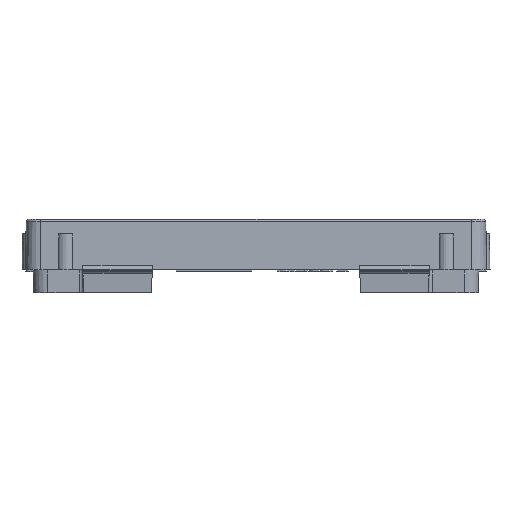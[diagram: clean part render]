
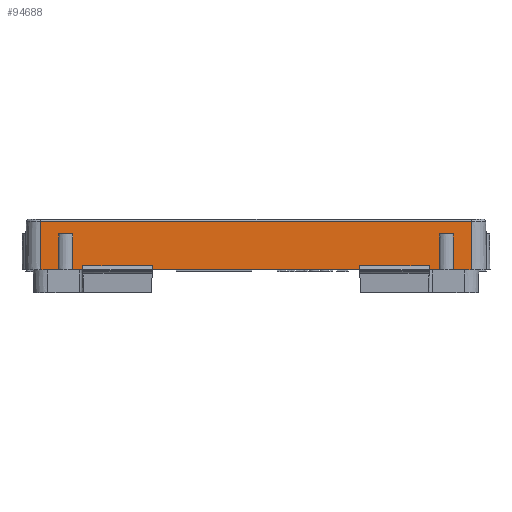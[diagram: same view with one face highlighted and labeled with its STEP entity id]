
A CAD part, front view. The second image highlights one B-rep face of the part: STEP entity #94688.
In plain terms, the highlighted planar face has unit normal (0, -1, 0.018).
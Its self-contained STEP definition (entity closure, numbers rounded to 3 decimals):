
#94653=AXIS2_PLACEMENT_3D('Plane Axis2P3D',#94650,#94651,#94652) ;
#3338=CARTESIAN_POINT('Vertex',(12.,-26.652,3.8)) ;
#3341=CARTESIAN_POINT('Line Origine',(0.,-26.652,3.8)) ;
#3345=CARTESIAN_POINT('Vertex',(-12.,-26.652,3.8)) ;
#10177=CARTESIAN_POINT('Vertex',(21.185,-26.58,7.95)) ;
#10179=CARTESIAN_POINT('Vertex',(22.815,-26.58,7.95)) ;
#10182=CARTESIAN_POINT('Line Origine',(22.,-26.58,7.95)) ;
#10205=CARTESIAN_POINT('Vertex',(22.806,-26.652,3.8)) ;
#10207=CARTESIAN_POINT('Vertex',(21.194,-26.652,3.8)) ;
#10211=CARTESIAN_POINT('Control Point',(22.806,-26.652,3.8)) ;
#10212=CARTESIAN_POINT('Control Point',(22.81,-26.628,5.183)) ;
#10213=CARTESIAN_POINT('Control Point',(22.813,-26.604,6.567)) ;
#10214=CARTESIAN_POINT('Control Point',(22.815,-26.58,7.95)) ;
#10217=CARTESIAN_POINT('Control Point',(21.194,-26.652,3.8)) ;
#10218=CARTESIAN_POINT('Control Point',(21.19,-26.628,5.183)) ;
#10219=CARTESIAN_POINT('Control Point',(21.187,-26.604,6.567)) ;
#10220=CARTESIAN_POINT('Control Point',(21.185,-26.58,7.95)) ;
#10453=CARTESIAN_POINT('Vertex',(-21.185,-26.58,7.95)) ;
#10455=CARTESIAN_POINT('Vertex',(-22.815,-26.58,7.95)) ;
#10458=CARTESIAN_POINT('Line Origine',(-22.,-26.58,7.95)) ;
#10475=CARTESIAN_POINT('Control Point',(-21.194,-26.652,3.8)) ;
#10476=CARTESIAN_POINT('Control Point',(-21.19,-26.628,5.183)) ;
#10477=CARTESIAN_POINT('Control Point',(-21.187,-26.604,6.567)) ;
#10478=CARTESIAN_POINT('Control Point',(-21.185,-26.58,7.95)) ;
#10479=CARTESIAN_POINT('Vertex',(-21.194,-26.652,3.8)) ;
#10483=CARTESIAN_POINT('Control Point',(-22.806,-26.652,3.8)) ;
#10484=CARTESIAN_POINT('Control Point',(-22.81,-26.628,5.183)) ;
#10485=CARTESIAN_POINT('Control Point',(-22.813,-26.604,6.567)) ;
#10486=CARTESIAN_POINT('Control Point',(-22.815,-26.58,7.95)) ;
#10487=CARTESIAN_POINT('Vertex',(-22.806,-26.652,3.8)) ;
#89921=CARTESIAN_POINT('Vertex',(-24.85,-26.555,9.355)) ;
#89931=CARTESIAN_POINT('Vertex',(-24.85,-26.652,3.8)) ;
#89934=CARTESIAN_POINT('Line Origine',(-24.85,-26.601,6.725)) ;
#89956=CARTESIAN_POINT('Vertex',(24.85,-26.555,9.355)) ;
#89961=CARTESIAN_POINT('Line Origine',(24.85,-26.601,6.725)) ;
#89965=CARTESIAN_POINT('Vertex',(24.85,-26.652,3.8)) ;
#90085=CARTESIAN_POINT('Line Origine',(0.,-26.555,9.355)) ;
#90828=CARTESIAN_POINT('Vertex',(-20.,-26.652,3.8)) ;
#90831=CARTESIAN_POINT('Line Origine',(-20.597,-26.652,3.8)) ;
#90836=CARTESIAN_POINT('Line Origine',(-23.828,-26.652,3.8)) ;
#91983=CARTESIAN_POINT('Line Origine',(23.828,-26.652,3.8)) ;
#91988=CARTESIAN_POINT('Line Origine',(20.597,-26.652,3.8)) ;
#91992=CARTESIAN_POINT('Vertex',(20.,-26.652,3.8)) ;
#94203=CARTESIAN_POINT('Control Point',(20.,-26.652,3.8)) ;
#94204=CARTESIAN_POINT('Control Point',(19.991,-26.643,4.3)) ;
#94205=CARTESIAN_POINT('Vertex',(19.991,-26.643,4.3)) ;
#94312=CARTESIAN_POINT('Line Origine',(16.,-26.643,4.3)) ;
#94316=CARTESIAN_POINT('Vertex',(12.009,-26.643,4.3)) ;
#94359=CARTESIAN_POINT('Control Point',(12.,-26.652,3.8)) ;
#94360=CARTESIAN_POINT('Control Point',(12.009,-26.643,4.3)) ;
#94485=CARTESIAN_POINT('Vertex',(-19.991,-26.643,4.3)) ;
#94489=CARTESIAN_POINT('Control Point',(-20.,-26.652,3.8)) ;
#94490=CARTESIAN_POINT('Control Point',(-19.991,-26.643,4.3)) ;
#94650=CARTESIAN_POINT('Axis2P3D Location',(0.,-26.55,9.65)) ;
#94656=CARTESIAN_POINT('Control Point',(-12.,-26.652,3.8)) ;
#94657=CARTESIAN_POINT('Control Point',(-12.009,-26.643,4.3)) ;
#94658=CARTESIAN_POINT('Vertex',(-12.009,-26.643,4.3)) ;
#94661=CARTESIAN_POINT('Line Origine',(0.,-26.643,4.3)) ;
#3342=DIRECTION('Vector Direction',(-1.,0.,0.)) ;
#10183=DIRECTION('Vector Direction',(1.,0.,0.)) ;
#10459=DIRECTION('Vector Direction',(1.,0.,0.)) ;
#89935=DIRECTION('Vector Direction',(0.,-0.017,-1.)) ;
#89962=DIRECTION('Vector Direction',(0.,-0.017,-1.)) ;
#90086=DIRECTION('Vector Direction',(-1.,0.,0.)) ;
#90832=DIRECTION('Vector Direction',(-1.,0.,0.)) ;
#90837=DIRECTION('Vector Direction',(-1.,0.,0.)) ;
#91984=DIRECTION('Vector Direction',(-1.,0.,0.)) ;
#91989=DIRECTION('Vector Direction',(-1.,0.,0.)) ;
#94313=DIRECTION('Vector Direction',(-1.,0.,0.)) ;
#94651=DIRECTION('Axis2P3D Direction',(0.,-1.,0.017)) ;
#94652=DIRECTION('Axis2P3D XDirection',(-1.,0.,0.)) ;
#94662=DIRECTION('Vector Direction',(-1.,0.,0.)) ;
#3343=VECTOR('Line Direction',#3342,1.) ;
#10184=VECTOR('Line Direction',#10183,1.) ;
#10460=VECTOR('Line Direction',#10459,1.) ;
#89936=VECTOR('Line Direction',#89935,1.) ;
#89963=VECTOR('Line Direction',#89962,1.) ;
#90087=VECTOR('Line Direction',#90086,1.) ;
#90833=VECTOR('Line Direction',#90832,1.) ;
#90838=VECTOR('Line Direction',#90837,1.) ;
#91985=VECTOR('Line Direction',#91984,1.) ;
#91990=VECTOR('Line Direction',#91989,1.) ;
#94314=VECTOR('Line Direction',#94313,1.) ;
#94663=VECTOR('Line Direction',#94662,1.) ;
#94667=ORIENTED_EDGE('',*,*,#94660,.T.) ;
#94668=ORIENTED_EDGE('',*,*,#3347,.F.) ;
#94669=ORIENTED_EDGE('',*,*,#94361,.T.) ;
#94670=ORIENTED_EDGE('',*,*,#94318,.F.) ;
#94671=ORIENTED_EDGE('',*,*,#94207,.T.) ;
#94672=ORIENTED_EDGE('',*,*,#91994,.F.) ;
#94673=ORIENTED_EDGE('',*,*,#10221,.T.) ;
#94674=ORIENTED_EDGE('',*,*,#10186,.T.) ;
#94675=ORIENTED_EDGE('',*,*,#10215,.F.) ;
#94676=ORIENTED_EDGE('',*,*,#91987,.F.) ;
#94677=ORIENTED_EDGE('',*,*,#89967,.T.) ;
#94678=ORIENTED_EDGE('',*,*,#90089,.F.) ;
#94679=ORIENTED_EDGE('',*,*,#89938,.F.) ;
#94680=ORIENTED_EDGE('',*,*,#90840,.F.) ;
#94681=ORIENTED_EDGE('',*,*,#10489,.T.) ;
#94682=ORIENTED_EDGE('',*,*,#10462,.T.) ;
#94683=ORIENTED_EDGE('',*,*,#10481,.F.) ;
#94684=ORIENTED_EDGE('',*,*,#90835,.F.) ;
#94685=ORIENTED_EDGE('',*,*,#94491,.T.) ;
#94686=ORIENTED_EDGE('',*,*,#94665,.F.) ;
#94688=ADVANCED_FACE('PartBody',(#94687),#94654,.T.) ;
#10210=B_SPLINE_CURVE_WITH_KNOTS('',3,(#10211,#10212,#10213,#10214),.UNSPECIFIED.,.F.,.U.,(4,4),(0.,5.87),.UNSPECIFIED.) ;
#10216=B_SPLINE_CURVE_WITH_KNOTS('',3,(#10217,#10218,#10219,#10220),.UNSPECIFIED.,.F.,.U.,(4,4),(0.,5.87),.UNSPECIFIED.) ;
#10474=B_SPLINE_CURVE_WITH_KNOTS('',3,(#10475,#10476,#10477,#10478),.UNSPECIFIED.,.F.,.U.,(4,4),(0.,5.87),.UNSPECIFIED.) ;
#10482=B_SPLINE_CURVE_WITH_KNOTS('',3,(#10483,#10484,#10485,#10486),.UNSPECIFIED.,.F.,.U.,(4,4),(0.,5.87),.UNSPECIFIED.) ;
#94202=B_SPLINE_CURVE_WITH_KNOTS('',1,(#94203,#94204),.UNSPECIFIED.,.F.,.U.,(2,2),(-3.572,-3.072),.UNSPECIFIED.) ;
#94358=B_SPLINE_CURVE_WITH_KNOTS('',1,(#94359,#94360),.UNSPECIFIED.,.F.,.U.,(2,2),(-3.572,-3.072),.UNSPECIFIED.) ;
#94488=B_SPLINE_CURVE_WITH_KNOTS('',1,(#94489,#94490),.UNSPECIFIED.,.F.,.U.,(2,2),(-3.572,-3.072),.UNSPECIFIED.) ;
#94655=B_SPLINE_CURVE_WITH_KNOTS('',1,(#94656,#94657),.UNSPECIFIED.,.F.,.U.,(2,2),(-3.572,-3.072),.UNSPECIFIED.) ;
#3347=EDGE_CURVE('',#3339,#3346,#3344,.T.) ;
#10186=EDGE_CURVE('',#10178,#10180,#10185,.T.) ;
#10215=EDGE_CURVE('',#10206,#10180,#10210,.T.) ;
#10221=EDGE_CURVE('',#10208,#10178,#10216,.T.) ;
#10462=EDGE_CURVE('',#10456,#10454,#10461,.T.) ;
#10481=EDGE_CURVE('',#10480,#10454,#10474,.T.) ;
#10489=EDGE_CURVE('',#10488,#10456,#10482,.T.) ;
#89938=EDGE_CURVE('',#89932,#89922,#89937,.F.) ;
#89967=EDGE_CURVE('',#89966,#89957,#89964,.F.) ;
#90089=EDGE_CURVE('',#89922,#89957,#90088,.F.) ;
#90835=EDGE_CURVE('',#90829,#10480,#90834,.T.) ;
#90840=EDGE_CURVE('',#10488,#89932,#90839,.T.) ;
#91987=EDGE_CURVE('',#89966,#10206,#91986,.T.) ;
#91994=EDGE_CURVE('',#10208,#91993,#91991,.T.) ;
#94207=EDGE_CURVE('',#94206,#91993,#94202,.F.) ;
#94318=EDGE_CURVE('',#94206,#94317,#94315,.T.) ;
#94361=EDGE_CURVE('',#3339,#94317,#94358,.T.) ;
#94491=EDGE_CURVE('',#90829,#94486,#94488,.T.) ;
#94660=EDGE_CURVE('',#94659,#3346,#94655,.F.) ;
#94665=EDGE_CURVE('',#94659,#94486,#94664,.T.) ;
#94666=EDGE_LOOP('',(#94667,#94668,#94669,#94670,#94671,#94672,#94673,#94674,#94675,#94676,#94677,#94678,#94679,#94680,#94681,#94682,#94683,#94684,#94685,#94686)) ;
#94687=FACE_OUTER_BOUND('',#94666,.T.) ;
#3344=LINE('Line',#3341,#3343) ;
#10185=LINE('Line',#10182,#10184) ;
#10461=LINE('Line',#10458,#10460) ;
#89937=LINE('Line',#89934,#89936) ;
#89964=LINE('Line',#89961,#89963) ;
#90088=LINE('Line',#90085,#90087) ;
#90834=LINE('Line',#90831,#90833) ;
#90839=LINE('Line',#90836,#90838) ;
#91986=LINE('Line',#91983,#91985) ;
#91991=LINE('Line',#91988,#91990) ;
#94315=LINE('Line',#94312,#94314) ;
#94664=LINE('Line',#94661,#94663) ;
#94654=PLANE('',#94653) ;
#3339=VERTEX_POINT('',#3338) ;
#3346=VERTEX_POINT('',#3345) ;
#10178=VERTEX_POINT('',#10177) ;
#10180=VERTEX_POINT('',#10179) ;
#10206=VERTEX_POINT('',#10205) ;
#10208=VERTEX_POINT('',#10207) ;
#10454=VERTEX_POINT('',#10453) ;
#10456=VERTEX_POINT('',#10455) ;
#10480=VERTEX_POINT('',#10479) ;
#10488=VERTEX_POINT('',#10487) ;
#89922=VERTEX_POINT('',#89921) ;
#89932=VERTEX_POINT('',#89931) ;
#89957=VERTEX_POINT('',#89956) ;
#89966=VERTEX_POINT('',#89965) ;
#90829=VERTEX_POINT('',#90828) ;
#91993=VERTEX_POINT('',#91992) ;
#94206=VERTEX_POINT('',#94205) ;
#94317=VERTEX_POINT('',#94316) ;
#94486=VERTEX_POINT('',#94485) ;
#94659=VERTEX_POINT('',#94658) ;
